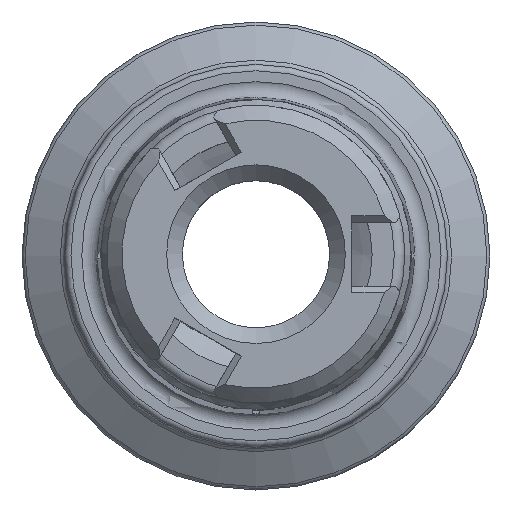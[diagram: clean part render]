
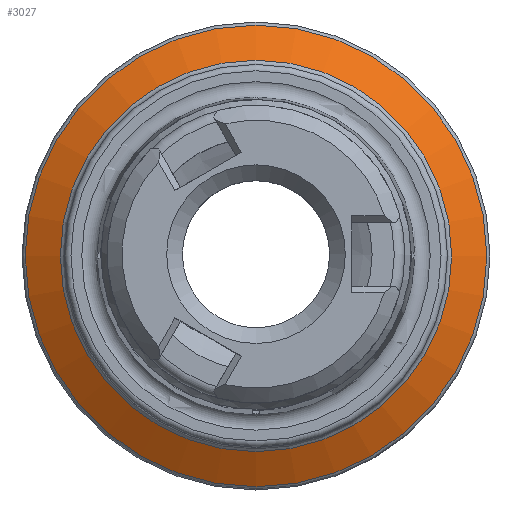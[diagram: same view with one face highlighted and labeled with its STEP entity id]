
A CAD part, top view. The second image highlights one B-rep face of the part: STEP entity #3027.
In plain terms, the highlighted conical face has half-angle 60 degrees and reference radius 9 mm.
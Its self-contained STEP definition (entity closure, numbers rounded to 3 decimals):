
#25=CONICAL_SURFACE('',#3198,9.,1.047);
#147=CIRCLE('',#3199,10.85);
#148=CIRCLE('',#3200,9.2);
#556=ORIENTED_EDGE('',*,*,#1123,.T.);
#557=ORIENTED_EDGE('',*,*,#1124,.T.);
#1123=EDGE_CURVE('',#1407,#1407,#147,.T.);
#1124=EDGE_CURVE('',#1408,#1408,#148,.T.);
#1407=VERTEX_POINT('',#4417);
#1408=VERTEX_POINT('',#4419);
#1805=EDGE_LOOP('',(#556));
#1806=EDGE_LOOP('',(#557));
#1963=FACE_BOUND('',#1805,.T.);
#1964=FACE_BOUND('',#1806,.T.);
#3027=ADVANCED_FACE('',(#1963,#1964),#25,.T.);
#3198=AXIS2_PLACEMENT_3D('',#4415,#3538,#3539);
#3199=AXIS2_PLACEMENT_3D('',#4416,#3540,#3541);
#3200=AXIS2_PLACEMENT_3D('',#4418,#3542,#3543);
#3538=DIRECTION('',(0.,0.,-1.));
#3539=DIRECTION('',(-1.,0.,0.));
#3540=DIRECTION('',(0.,0.,1.));
#3541=DIRECTION('',(1.,0.,0.));
#3542=DIRECTION('',(0.,0.,-1.));
#3543=DIRECTION('',(-1.,0.,0.));
#4415=CARTESIAN_POINT('',(0.,0.,3.));
#4416=CARTESIAN_POINT('',(0.,0.,1.932));
#4417=CARTESIAN_POINT('',(10.85,0.,1.932));
#4418=CARTESIAN_POINT('',(0.,0.,2.885));
#4419=CARTESIAN_POINT('',(-9.2,0.,2.885));
